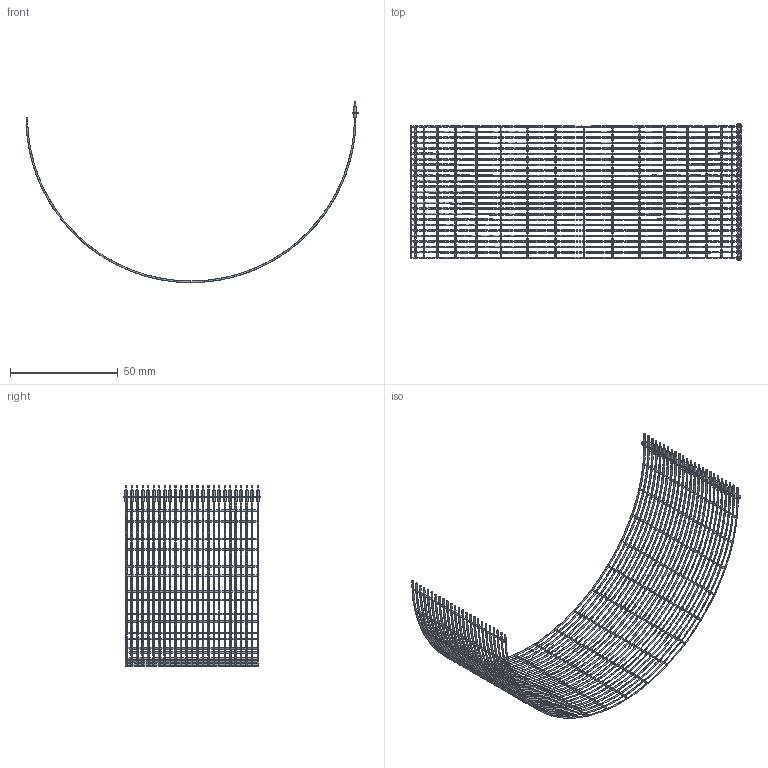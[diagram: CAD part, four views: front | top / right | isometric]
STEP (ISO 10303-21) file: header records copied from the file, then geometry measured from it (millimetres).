
FILE_DESCRIPTION (( 'STEP AP203' ), '1' );
FILE_NAME ('A2362-1-WR.STEP', '2013-11-18T21:07:04', ( '' ), ( '' ), 'SwSTEP 2.0', 'SolidWorks 2012', '' );
FILE_SCHEMA (( 'CONFIG_CONTROL_DESIGN' ));
Length unit declared in the file: inch
Products named in the file (1): A2362-1-WR
Bounding box: 154.14 x 63.63 x 84.19 mm (x, y, z)
Volume: 3363.4 mm3; surface area: 16874.8 mm2
Topology: 1 solids, 1 shells, 1883 faces, 5881 edges, 3328 vertices
Faces by surface type: torus 928, cylinder 816, plane 139
Entity records: 85042 total; most frequent: CARTESIAN_POINT 37538, ORIENTED_EDGE 11762, DIRECTION 8103, EDGE_CURVE 5881, AXIS2_PLACEMENT_3D 3553, VERTEX_POINT 3328, B_SPLINE_CURVE_WITH_KNOTS 3215, EDGE_LOOP 2075
